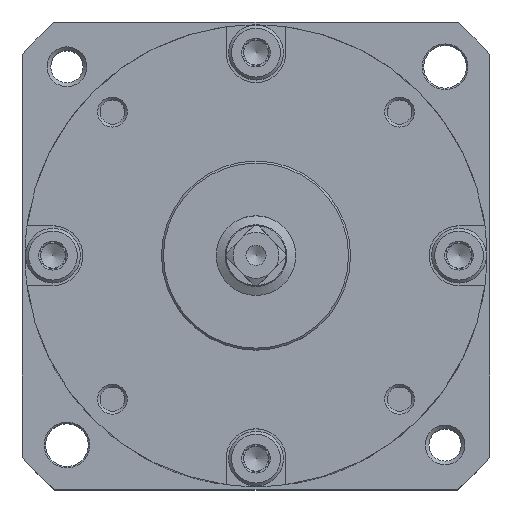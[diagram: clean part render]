
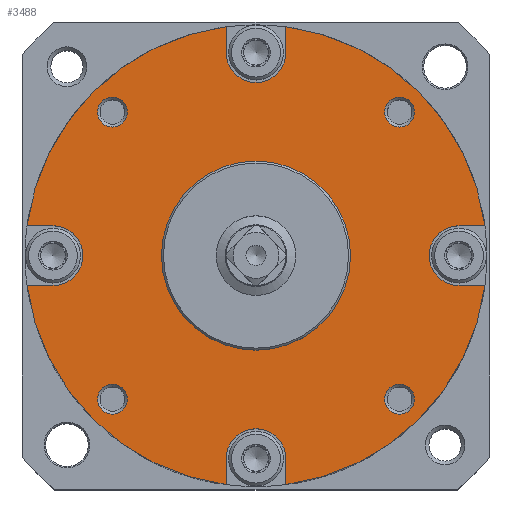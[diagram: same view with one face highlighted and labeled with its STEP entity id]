
A CAD part, top view. The second image highlights one B-rep face of the part: STEP entity #3488.
In plain terms, the highlighted face is planar.
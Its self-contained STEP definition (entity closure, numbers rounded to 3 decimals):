
#53=PLANE('',#3809);
#170=LINE('',#5720,#340);
#171=LINE('',#5724,#341);
#172=LINE('',#5725,#342);
#173=LINE('',#5729,#343);
#174=LINE('',#5730,#344);
#175=LINE('',#5734,#345);
#176=LINE('',#5735,#346);
#177=LINE('',#5739,#347);
#340=VECTOR('',#4389,1000.);
#341=VECTOR('',#4392,1000.);
#342=VECTOR('',#4393,1000.);
#343=VECTOR('',#4396,1000.);
#344=VECTOR('',#4397,1000.);
#345=VECTOR('',#4400,1000.);
#346=VECTOR('',#4401,1000.);
#347=VECTOR('',#4404,1000.);
#616=CIRCLE('',#3801,23.2);
#618=CIRCLE('',#3803,23.2);
#620=CIRCLE('',#3805,23.2);
#622=CIRCLE('',#3807,23.2);
#624=CIRCLE('',#3810,3.);
#625=CIRCLE('',#3811,3.);
#626=CIRCLE('',#3812,3.);
#627=CIRCLE('',#3813,3.);
#628=CIRCLE('',#3814,1.5);
#629=CIRCLE('',#3815,1.5);
#630=CIRCLE('',#3816,1.5);
#631=CIRCLE('',#3817,1.5);
#632=CIRCLE('',#3818,9.5);
#889=ORIENTED_EDGE('',*,*,#1795,.F.);
#890=ORIENTED_EDGE('',*,*,#1796,.F.);
#891=ORIENTED_EDGE('',*,*,#1797,.T.);
#892=ORIENTED_EDGE('',*,*,#1780,.F.);
#893=ORIENTED_EDGE('',*,*,#1798,.F.);
#894=ORIENTED_EDGE('',*,*,#1799,.T.);
#895=ORIENTED_EDGE('',*,*,#1800,.T.);
#896=ORIENTED_EDGE('',*,*,#1792,.F.);
#897=ORIENTED_EDGE('',*,*,#1801,.F.);
#898=ORIENTED_EDGE('',*,*,#1802,.T.);
#899=ORIENTED_EDGE('',*,*,#1803,.T.);
#900=ORIENTED_EDGE('',*,*,#1788,.F.);
#901=ORIENTED_EDGE('',*,*,#1804,.F.);
#902=ORIENTED_EDGE('',*,*,#1805,.T.);
#903=ORIENTED_EDGE('',*,*,#1806,.T.);
#904=ORIENTED_EDGE('',*,*,#1784,.F.);
#905=ORIENTED_EDGE('',*,*,#1807,.T.);
#906=ORIENTED_EDGE('',*,*,#1808,.T.);
#907=ORIENTED_EDGE('',*,*,#1809,.T.);
#908=ORIENTED_EDGE('',*,*,#1810,.T.);
#909=ORIENTED_EDGE('',*,*,#1811,.T.);
#1780=EDGE_CURVE('',#2208,#2210,#616,.T.);
#1784=EDGE_CURVE('',#2213,#2214,#618,.T.);
#1788=EDGE_CURVE('',#2217,#2218,#620,.T.);
#1792=EDGE_CURVE('',#2221,#2222,#622,.T.);
#1795=EDGE_CURVE('',#2224,#2213,#170,.T.);
#1796=EDGE_CURVE('',#2225,#2224,#624,.F.);
#1797=EDGE_CURVE('',#2225,#2210,#171,.T.);
#1798=EDGE_CURVE('',#2226,#2208,#172,.T.);
#1799=EDGE_CURVE('',#2226,#2227,#625,.T.);
#1800=EDGE_CURVE('',#2227,#2222,#173,.T.);
#1801=EDGE_CURVE('',#2228,#2221,#174,.T.);
#1802=EDGE_CURVE('',#2228,#2229,#626,.T.);
#1803=EDGE_CURVE('',#2229,#2218,#175,.T.);
#1804=EDGE_CURVE('',#2230,#2217,#176,.T.);
#1805=EDGE_CURVE('',#2230,#2231,#627,.T.);
#1806=EDGE_CURVE('',#2231,#2214,#177,.T.);
#1807=EDGE_CURVE('',#2232,#2232,#628,.T.);
#1808=EDGE_CURVE('',#2233,#2233,#629,.T.);
#1809=EDGE_CURVE('',#2234,#2234,#630,.T.);
#1810=EDGE_CURVE('',#2235,#2235,#631,.T.);
#1811=EDGE_CURVE('',#2236,#2236,#632,.T.);
#2208=VERTEX_POINT('',#5688);
#2210=VERTEX_POINT('',#5691);
#2213=VERTEX_POINT('',#5697);
#2214=VERTEX_POINT('',#5699);
#2217=VERTEX_POINT('',#5705);
#2218=VERTEX_POINT('',#5707);
#2221=VERTEX_POINT('',#5713);
#2222=VERTEX_POINT('',#5715);
#2224=VERTEX_POINT('',#5721);
#2225=VERTEX_POINT('',#5723);
#2226=VERTEX_POINT('',#5726);
#2227=VERTEX_POINT('',#5728);
#2228=VERTEX_POINT('',#5731);
#2229=VERTEX_POINT('',#5733);
#2230=VERTEX_POINT('',#5736);
#2231=VERTEX_POINT('',#5738);
#2232=VERTEX_POINT('',#5741);
#2233=VERTEX_POINT('',#5743);
#2234=VERTEX_POINT('',#5745);
#2235=VERTEX_POINT('',#5747);
#2236=VERTEX_POINT('',#5749);
#2571=EDGE_LOOP('',(#889,#890,#891,#892,#893,#894,#895,#896,#897,#898,#899,
#900,#901,#902,#903,#904));
#2572=EDGE_LOOP('',(#905));
#2573=EDGE_LOOP('',(#906));
#2574=EDGE_LOOP('',(#907));
#2575=EDGE_LOOP('',(#908));
#2576=EDGE_LOOP('',(#909));
#2999=FACE_BOUND('',#2571,.T.);
#3000=FACE_BOUND('',#2572,.T.);
#3001=FACE_BOUND('',#2573,.T.);
#3002=FACE_BOUND('',#2574,.T.);
#3003=FACE_BOUND('',#2575,.T.);
#3004=FACE_BOUND('',#2576,.T.);
#3488=ADVANCED_FACE('',(#2999,#3000,#3001,#3002,#3003,#3004),#53,.F.);
#3801=AXIS2_PLACEMENT_3D('',#5690,#4364,#4365);
#3803=AXIS2_PLACEMENT_3D('',#5698,#4370,#4371);
#3805=AXIS2_PLACEMENT_3D('',#5706,#4376,#4377);
#3807=AXIS2_PLACEMENT_3D('',#5714,#4382,#4383);
#3809=AXIS2_PLACEMENT_3D('',#5719,#4387,#4388);
#3810=AXIS2_PLACEMENT_3D('',#5722,#4390,#4391);
#3811=AXIS2_PLACEMENT_3D('',#5727,#4394,#4395);
#3812=AXIS2_PLACEMENT_3D('',#5732,#4398,#4399);
#3813=AXIS2_PLACEMENT_3D('',#5737,#4402,#4403);
#3814=AXIS2_PLACEMENT_3D('',#5740,#4405,#4406);
#3815=AXIS2_PLACEMENT_3D('',#5742,#4407,#4408);
#3816=AXIS2_PLACEMENT_3D('',#5744,#4409,#4410);
#3817=AXIS2_PLACEMENT_3D('',#5746,#4411,#4412);
#3818=AXIS2_PLACEMENT_3D('',#5748,#4413,#4414);
#4364=DIRECTION('',(1.,0.,0.));
#4365=DIRECTION('',(0.,0.,-1.));
#4370=DIRECTION('',(1.,0.,0.));
#4371=DIRECTION('',(0.,0.,-1.));
#4376=DIRECTION('',(1.,0.,0.));
#4377=DIRECTION('',(0.,0.,-1.));
#4382=DIRECTION('',(1.,0.,0.));
#4383=DIRECTION('',(0.,0.,-1.));
#4387=DIRECTION('',(1.,0.,0.));
#4388=DIRECTION('',(0.,0.,-1.));
#4389=DIRECTION('',(0.,1.,0.));
#4390=DIRECTION('',(1.,0.,0.));
#4391=DIRECTION('',(0.,0.,-1.));
#4392=DIRECTION('',(0.,1.,0.));
#4393=DIRECTION('',(0.,0.,-1.));
#4394=DIRECTION('',(1.,0.,0.));
#4395=DIRECTION('',(0.,0.,-1.));
#4396=DIRECTION('',(0.,0.,-1.));
#4397=DIRECTION('',(0.,-1.,0.));
#4398=DIRECTION('',(1.,0.,0.));
#4399=DIRECTION('',(0.,0.,-1.));
#4400=DIRECTION('',(0.,-1.,0.));
#4401=DIRECTION('',(0.,0.,1.));
#4402=DIRECTION('',(1.,0.,0.));
#4403=DIRECTION('',(0.,0.,-1.));
#4404=DIRECTION('',(0.,0.,1.));
#4405=DIRECTION('',(1.,0.,0.));
#4406=DIRECTION('',(0.,0.,-1.));
#4407=DIRECTION('',(1.,0.,0.));
#4408=DIRECTION('',(0.,0.,-1.));
#4409=DIRECTION('',(1.,0.,0.));
#4410=DIRECTION('',(0.,0.,-1.));
#4411=DIRECTION('',(1.,0.,0.));
#4412=DIRECTION('',(0.,0.,-1.));
#4413=DIRECTION('',(1.,0.,0.));
#4414=DIRECTION('',(0.,0.,-1.));
#5688=CARTESIAN_POINT('',(-28.,3.,-23.005));
#5690=CARTESIAN_POINT('',(-28.,0.,0.));
#5691=CARTESIAN_POINT('',(-28.,23.005,-3.));
#5697=CARTESIAN_POINT('',(-28.,23.005,3.));
#5698=CARTESIAN_POINT('',(-28.,0.,0.));
#5699=CARTESIAN_POINT('',(-28.,3.,23.005));
#5705=CARTESIAN_POINT('',(-28.,-3.,23.005));
#5706=CARTESIAN_POINT('',(-28.,0.,0.));
#5707=CARTESIAN_POINT('',(-28.,-23.005,3.));
#5713=CARTESIAN_POINT('',(-28.,-23.005,-3.));
#5714=CARTESIAN_POINT('',(-28.,0.,0.));
#5715=CARTESIAN_POINT('',(-28.,-3.,-23.005));
#5719=CARTESIAN_POINT('',(-28.,9.5,0.));
#5720=CARTESIAN_POINT('',(-28.,9.5,3.));
#5721=CARTESIAN_POINT('',(-28.,20.4,3.));
#5722=CARTESIAN_POINT('',(-28.,20.4,0.));
#5723=CARTESIAN_POINT('',(-28.,20.4,-3.));
#5724=CARTESIAN_POINT('',(-28.,20.4,-3.));
#5725=CARTESIAN_POINT('',(-28.,3.,0.));
#5726=CARTESIAN_POINT('',(-28.,3.,-20.4));
#5727=CARTESIAN_POINT('',(-28.,0.,-20.4));
#5728=CARTESIAN_POINT('',(-28.,-3.,-20.4));
#5729=CARTESIAN_POINT('',(-28.,-3.,-20.4));
#5730=CARTESIAN_POINT('',(-28.,9.5,-3.));
#5731=CARTESIAN_POINT('',(-28.,-20.4,-3.));
#5732=CARTESIAN_POINT('',(-28.,-20.4,0.));
#5733=CARTESIAN_POINT('',(-28.,-20.4,3.));
#5734=CARTESIAN_POINT('',(-28.,-20.4,3.));
#5735=CARTESIAN_POINT('',(-28.,-3.,0.));
#5736=CARTESIAN_POINT('',(-28.,-3.,20.4));
#5737=CARTESIAN_POINT('',(-28.,0.,20.4));
#5738=CARTESIAN_POINT('',(-28.,3.,20.4));
#5739=CARTESIAN_POINT('',(-28.,3.,20.4));
#5740=CARTESIAN_POINT('',(-28.,14.425,-14.425));
#5741=CARTESIAN_POINT('',(-28.,14.425,-15.925));
#5742=CARTESIAN_POINT('',(-28.,-14.425,14.425));
#5743=CARTESIAN_POINT('',(-28.,-14.425,12.925));
#5744=CARTESIAN_POINT('',(-28.,-14.425,-14.425));
#5745=CARTESIAN_POINT('',(-28.,-14.425,-15.925));
#5746=CARTESIAN_POINT('',(-28.,14.425,14.425));
#5747=CARTESIAN_POINT('',(-28.,14.425,12.925));
#5748=CARTESIAN_POINT('',(-28.,0.,0.));
#5749=CARTESIAN_POINT('',(-28.,0.,-9.5));
